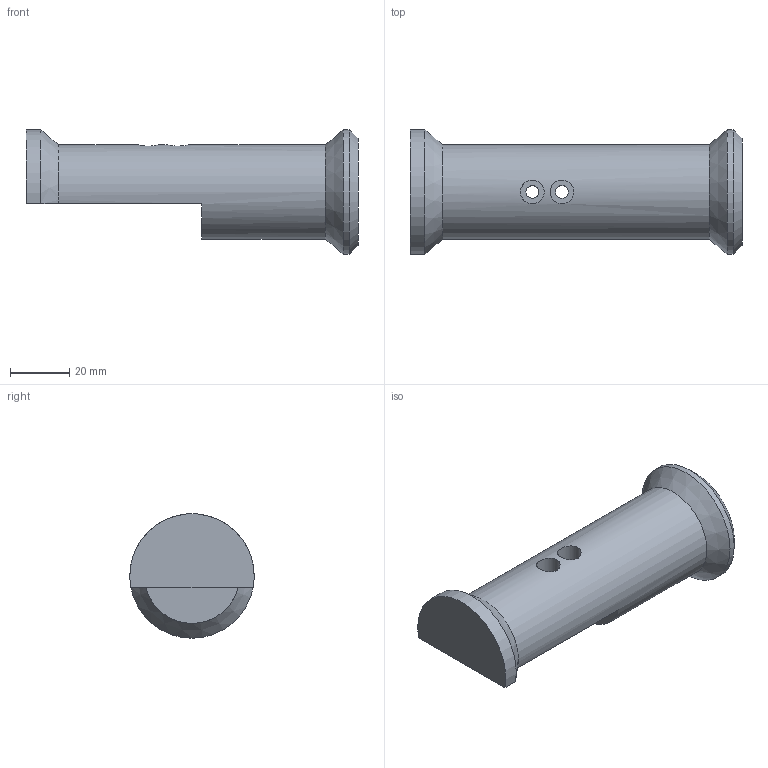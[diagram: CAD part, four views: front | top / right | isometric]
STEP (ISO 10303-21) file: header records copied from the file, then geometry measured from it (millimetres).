
FILE_DESCRIPTION(/* description */ (''),/* implementation_level */ '2;1');
FILE_NAME(/* name */ 'FS_ShaftSmall.stp',/* time_stamp */ '2020-11-08T18:43:52+01:00',/* author */ ('Theo Cominotto'),/* organization */ (''),/* preprocessor_version */ 'ST-DEVELOPER v18',/* originating_system */ 'Autodesk Inventor 2020',/* authorisation */ '');
FILE_SCHEMA (('AUTOMOTIVE_DESIGN { 1 0 10303 214 3 1 1 }'));
Length unit declared in the file: millimetre
Products named in the file (1): FS_ShaftV2
Bounding box: 112 x 42 x 42 mm (x, y, z)
Volume: 78942 mm3; surface area: 14409.8 mm2
Topology: 1 solids, 1 shells, 16 faces, 42 edges, 30 vertices
Faces by surface type: cylinder 7, plane 6, cone 3
Full cylindrical faces by diameter (mm): 4.3 x2, 8 x2, 32 x1, 42 x1
Entity records: 623 total; most frequent: CARTESIAN_POINT 161, DIRECTION 92, ORIENTED_EDGE 84, EDGE_CURVE 42, AXIS2_PLACEMENT_3D 39, VERTEX_POINT 30, EDGE_LOOP 22, CIRCLE 22
